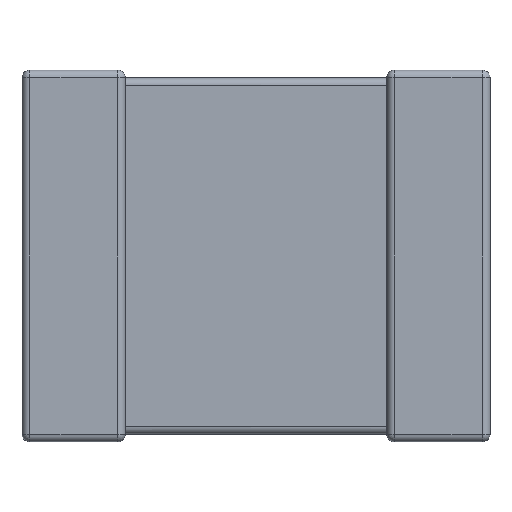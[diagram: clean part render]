
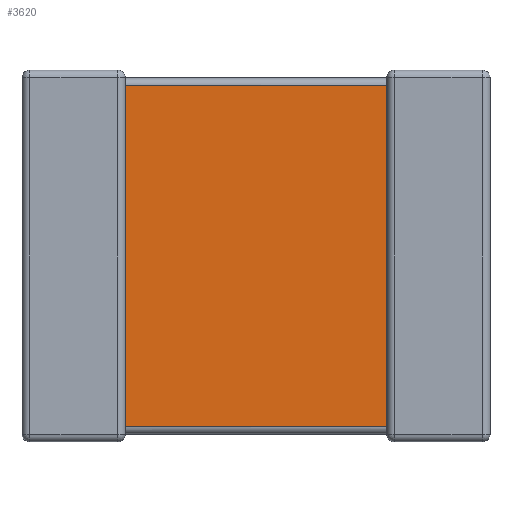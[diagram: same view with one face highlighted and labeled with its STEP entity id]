
A CAD part, front view. The second image highlights one B-rep face of the part: STEP entity #3620.
In plain terms, the highlighted planar face has unit normal (0, -1, 0).
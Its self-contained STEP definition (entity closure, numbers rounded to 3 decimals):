
#34 = VECTOR ( 'NONE', #1163, 1000. ) ;
#84 = EDGE_CURVE ( 'NONE', #2816, #877, #4592, .T. ) ;
#144 = PLANE ( 'NONE',  #2727 ) ;
#726 = ORIENTED_EDGE ( 'NONE', *, *, #4147, .T. ) ;
#786 = CARTESIAN_POINT ( 'NONE',  ( 2.65, 0.056, -2.588 ) ) ;
#801 = ORIENTED_EDGE ( 'NONE', *, *, #84, .F. ) ;
#871 = CARTESIAN_POINT ( 'NONE',  ( 0.75, 0.056, -0.112 ) ) ;
#877 = VERTEX_POINT ( 'NONE', #3516 ) ;
#882 = LINE ( 'NONE', #786, #34 ) ;
#1016 = CARTESIAN_POINT ( 'NONE',  ( 0.75, 0.056, -2.588 ) ) ;
#1159 = EDGE_CURVE ( 'NONE', #1423, #3031, #1793, .T. ) ;
#1163 = DIRECTION ( 'NONE',  ( 1., 0., 0. ) ) ;
#1282 = ORIENTED_EDGE ( 'NONE', *, *, #1159, .T. ) ;
#1298 = CARTESIAN_POINT ( 'NONE',  ( 2.65, 0.056, -2.7 ) ) ;
#1334 = VECTOR ( 'NONE', #4191, 1000. ) ;
#1423 = VERTEX_POINT ( 'NONE', #1572 ) ;
#1572 = CARTESIAN_POINT ( 'NONE',  ( 2.65, 0.056, -2.588 ) ) ;
#1604 = DIRECTION ( 'NONE',  ( 0., -1., 0. ) ) ;
#1793 = LINE ( 'NONE', #1298, #1334 ) ;
#2150 = DIRECTION ( 'NONE',  ( 0., 0., 1. ) ) ;
#2260 = DIRECTION ( 'NONE',  ( 1., 0., 0. ) ) ;
#2459 = EDGE_LOOP ( 'NONE', ( #801, #2998, #1282, #726 ) ) ;
#2626 = VECTOR ( 'NONE', #4115, 1000. ) ;
#2727 = AXIS2_PLACEMENT_3D ( 'NONE', #3744, #1604, #2260 ) ;
#2805 = CARTESIAN_POINT ( 'NONE',  ( 2.65, 0.056, -0.112 ) ) ;
#2816 = VERTEX_POINT ( 'NONE', #1016 ) ;
#2849 = VECTOR ( 'NONE', #2150, 1000. ) ;
#2998 = ORIENTED_EDGE ( 'NONE', *, *, #3318, .T. ) ;
#3031 = VERTEX_POINT ( 'NONE', #2805 ) ;
#3318 = EDGE_CURVE ( 'NONE', #2816, #1423, #882, .T. ) ;
#3516 = CARTESIAN_POINT ( 'NONE',  ( 0.75, 0.056, -0.112 ) ) ;
#3620 = ADVANCED_FACE ( 'NONE', ( #3856 ), #144, .T. ) ;
#3744 = CARTESIAN_POINT ( 'NONE',  ( 0.75, 0.056, -2.7 ) ) ;
#3856 = FACE_OUTER_BOUND ( 'NONE', #2459, .T. ) ;
#4115 = DIRECTION ( 'NONE',  ( -1., 0., 0. ) ) ;
#4147 = EDGE_CURVE ( 'NONE', #3031, #877, #4581, .T. ) ;
#4191 = DIRECTION ( 'NONE',  ( 0., 0., 1. ) ) ;
#4334 = CARTESIAN_POINT ( 'NONE',  ( 0.75, 0.056, -2.7 ) ) ;
#4581 = LINE ( 'NONE', #871, #2626 ) ;
#4592 = LINE ( 'NONE', #4334, #2849 ) ;
